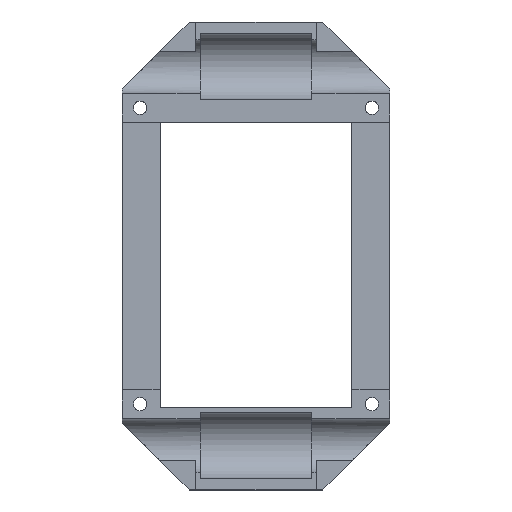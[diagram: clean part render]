
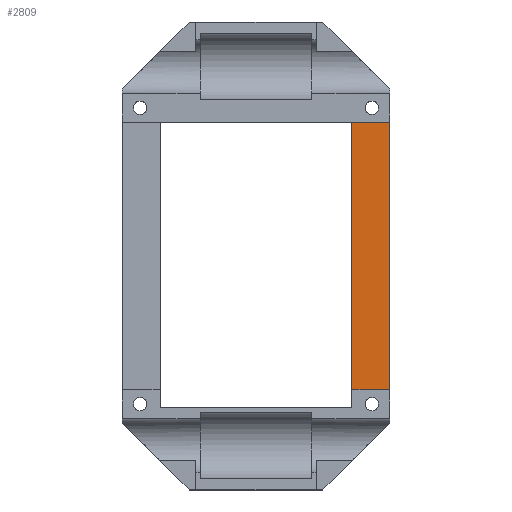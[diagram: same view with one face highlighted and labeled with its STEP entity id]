
A CAD part, top view. The second image highlights one B-rep face of the part: STEP entity #2809.
In plain terms, the highlighted planar face has unit normal (0, 0, 1).
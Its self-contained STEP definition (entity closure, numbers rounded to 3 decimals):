
#367 = PLANE('',#368);
#368 = AXIS2_PLACEMENT_3D('',#369,#370,#371);
#369 = CARTESIAN_POINT('',(60.,105.,0.));
#370 = DIRECTION('',(1.,0.,0.));
#371 = DIRECTION('',(0.,-1.,0.));
#486 = VERTEX_POINT('',#487);
#487 = CARTESIAN_POINT('',(60.,82.5,5.));
#547 = PLANE('',#548);
#548 = AXIS2_PLACEMENT_3D('',#549,#550,#551);
#549 = CARTESIAN_POINT('',(60.,82.5,5.));
#550 = DIRECTION('',(0.,-1.,0.));
#551 = DIRECTION('',(-1.,0.,0.));
#1319 = PLANE('',#1320);
#1320 = AXIS2_PLACEMENT_3D('',#1321,#1322,#1323);
#1321 = CARTESIAN_POINT('',(51.5,82.5,0.));
#1322 = DIRECTION('',(1.,0.,0.));
#1323 = DIRECTION('',(0.,-1.,0.));
#1448 = EDGE_CURVE('',#486,#1449,#1451,.T.);
#1449 = VERTEX_POINT('',#1450);
#1450 = CARTESIAN_POINT('',(60.,22.5,5.));
#1451 = SURFACE_CURVE('',#1452,(#1456,#1463),.PCURVE_S1.);
#1452 = LINE('',#1453,#1454);
#1453 = CARTESIAN_POINT('',(60.,105.,5.));
#1454 = VECTOR('',#1455,1.);
#1455 = DIRECTION('',(0.,-1.,0.));
#1456 = PCURVE('',#367,#1457);
#1457 = DEFINITIONAL_REPRESENTATION('',(#1458),#1462);
#1458 = LINE('',#1459,#1460);
#1459 = CARTESIAN_POINT('',(0.,-5.));
#1460 = VECTOR('',#1461,1.);
#1461 = DIRECTION('',(1.,0.));
#1462 = ( GEOMETRIC_REPRESENTATION_CONTEXT(2) 
PARAMETRIC_REPRESENTATION_CONTEXT() REPRESENTATION_CONTEXT('2D SPACE',''
  ) );
#1463 = PCURVE('',#1464,#1469);
#1464 = PLANE('',#1465);
#1465 = AXIS2_PLACEMENT_3D('',#1466,#1467,#1468);
#1466 = CARTESIAN_POINT('',(0.,105.,5.));
#1467 = DIRECTION('',(0.,0.,1.));
#1468 = DIRECTION('',(1.,0.,0.));
#1469 = DEFINITIONAL_REPRESENTATION('',(#1470),#1474);
#1470 = LINE('',#1471,#1472);
#1471 = CARTESIAN_POINT('',(60.,0.));
#1472 = VECTOR('',#1473,1.);
#1473 = DIRECTION('',(0.,-1.));
#1474 = ( GEOMETRIC_REPRESENTATION_CONTEXT(2) 
PARAMETRIC_REPRESENTATION_CONTEXT() REPRESENTATION_CONTEXT('2D SPACE',''
  ) );
#1609 = VERTEX_POINT('',#1610);
#1610 = CARTESIAN_POINT('',(51.5,82.5,5.));
#1631 = EDGE_CURVE('',#486,#1609,#1632,.T.);
#1632 = SURFACE_CURVE('',#1633,(#1637,#1644),.PCURVE_S1.);
#1633 = LINE('',#1634,#1635);
#1634 = CARTESIAN_POINT('',(60.,82.5,5.));
#1635 = VECTOR('',#1636,1.);
#1636 = DIRECTION('',(-1.,0.,0.));
#1637 = PCURVE('',#547,#1638);
#1638 = DEFINITIONAL_REPRESENTATION('',(#1639),#1643);
#1639 = LINE('',#1640,#1641);
#1640 = CARTESIAN_POINT('',(0.,-0.));
#1641 = VECTOR('',#1642,1.);
#1642 = DIRECTION('',(1.,0.));
#1643 = ( GEOMETRIC_REPRESENTATION_CONTEXT(2) 
PARAMETRIC_REPRESENTATION_CONTEXT() REPRESENTATION_CONTEXT('2D SPACE',''
  ) );
#1644 = PCURVE('',#1464,#1645);
#1645 = DEFINITIONAL_REPRESENTATION('',(#1646),#1650);
#1646 = LINE('',#1647,#1648);
#1647 = CARTESIAN_POINT('',(60.,-22.5));
#1648 = VECTOR('',#1649,1.);
#1649 = DIRECTION('',(-1.,0.));
#1650 = ( GEOMETRIC_REPRESENTATION_CONTEXT(2) 
PARAMETRIC_REPRESENTATION_CONTEXT() REPRESENTATION_CONTEXT('2D SPACE',''
  ) );
#2573 = EDGE_CURVE('',#1609,#2574,#2576,.T.);
#2574 = VERTEX_POINT('',#2575);
#2575 = CARTESIAN_POINT('',(51.5,22.5,5.));
#2576 = SURFACE_CURVE('',#2577,(#2581,#2588),.PCURVE_S1.);
#2577 = LINE('',#2578,#2579);
#2578 = CARTESIAN_POINT('',(51.5,82.5,5.));
#2579 = VECTOR('',#2580,1.);
#2580 = DIRECTION('',(0.,-1.,0.));
#2581 = PCURVE('',#1319,#2582);
#2582 = DEFINITIONAL_REPRESENTATION('',(#2583),#2587);
#2583 = LINE('',#2584,#2585);
#2584 = CARTESIAN_POINT('',(0.,-5.));
#2585 = VECTOR('',#2586,1.);
#2586 = DIRECTION('',(1.,0.));
#2587 = ( GEOMETRIC_REPRESENTATION_CONTEXT(2) 
PARAMETRIC_REPRESENTATION_CONTEXT() REPRESENTATION_CONTEXT('2D SPACE',''
  ) );
#2588 = PCURVE('',#1464,#2589);
#2589 = DEFINITIONAL_REPRESENTATION('',(#2590),#2594);
#2590 = LINE('',#2591,#2592);
#2591 = CARTESIAN_POINT('',(51.5,-22.5));
#2592 = VECTOR('',#2593,1.);
#2593 = DIRECTION('',(0.,-1.));
#2594 = ( GEOMETRIC_REPRESENTATION_CONTEXT(2) 
PARAMETRIC_REPRESENTATION_CONTEXT() REPRESENTATION_CONTEXT('2D SPACE',''
  ) );
#2798 = PLANE('',#2799);
#2799 = AXIS2_PLACEMENT_3D('',#2800,#2801,#2802);
#2800 = CARTESIAN_POINT('',(51.5,22.5,5.));
#2801 = DIRECTION('',(0.,1.,0.));
#2802 = DIRECTION('',(1.,0.,0.));
#2809 = ADVANCED_FACE('',(#2810),#1464,.T.);
#2810 = FACE_BOUND('',#2811,.T.);
#2811 = EDGE_LOOP('',(#2812,#2813,#2814,#2835));
#2812 = ORIENTED_EDGE('',*,*,#1631,.T.);
#2813 = ORIENTED_EDGE('',*,*,#2573,.T.);
#2814 = ORIENTED_EDGE('',*,*,#2815,.T.);
#2815 = EDGE_CURVE('',#2574,#1449,#2816,.T.);
#2816 = SURFACE_CURVE('',#2817,(#2821,#2828),.PCURVE_S1.);
#2817 = LINE('',#2818,#2819);
#2818 = CARTESIAN_POINT('',(51.5,22.5,5.));
#2819 = VECTOR('',#2820,1.);
#2820 = DIRECTION('',(1.,0.,0.));
#2821 = PCURVE('',#1464,#2822);
#2822 = DEFINITIONAL_REPRESENTATION('',(#2823),#2827);
#2823 = LINE('',#2824,#2825);
#2824 = CARTESIAN_POINT('',(51.5,-82.5));
#2825 = VECTOR('',#2826,1.);
#2826 = DIRECTION('',(1.,0.));
#2827 = ( GEOMETRIC_REPRESENTATION_CONTEXT(2) 
PARAMETRIC_REPRESENTATION_CONTEXT() REPRESENTATION_CONTEXT('2D SPACE',''
  ) );
#2828 = PCURVE('',#2798,#2829);
#2829 = DEFINITIONAL_REPRESENTATION('',(#2830),#2834);
#2830 = LINE('',#2831,#2832);
#2831 = CARTESIAN_POINT('',(0.,0.));
#2832 = VECTOR('',#2833,1.);
#2833 = DIRECTION('',(1.,0.));
#2834 = ( GEOMETRIC_REPRESENTATION_CONTEXT(2) 
PARAMETRIC_REPRESENTATION_CONTEXT() REPRESENTATION_CONTEXT('2D SPACE',''
  ) );
#2835 = ORIENTED_EDGE('',*,*,#1448,.F.);
